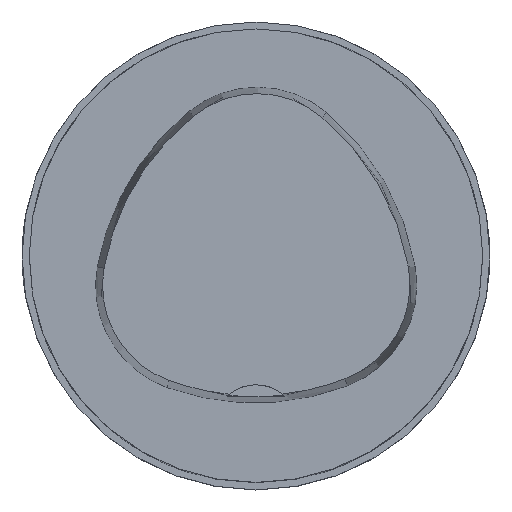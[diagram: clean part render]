
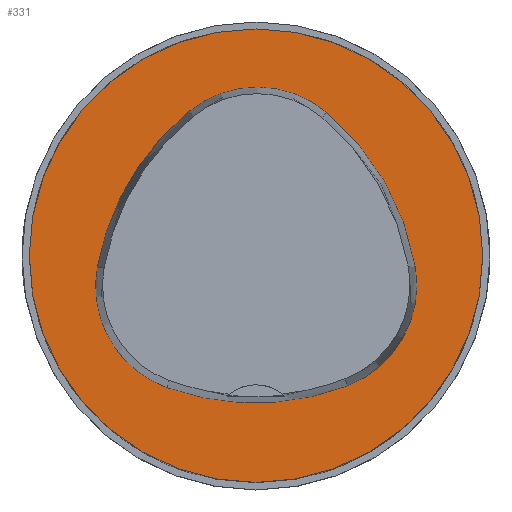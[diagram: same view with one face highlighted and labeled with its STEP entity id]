
A CAD part, top view. The second image highlights one B-rep face of the part: STEP entity #331.
In plain terms, the highlighted planar face has unit normal (0, 0, 1).
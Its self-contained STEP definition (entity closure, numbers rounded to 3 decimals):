
#248=PLANE('',#912);
#331=ADVANCED_FACE('',(#386,#387),#248,.T.);
#386=FACE_BOUND('',#420,.T.);
#387=FACE_BOUND('',#421,.T.);
#420=EDGE_LOOP('',(#525,#526,#527,#528,#529,#530));
#421=EDGE_LOOP('',(#531));
#525=ORIENTED_EDGE('',*,*,#780,.T.);
#526=ORIENTED_EDGE('',*,*,#760,.T.);
#527=ORIENTED_EDGE('',*,*,#764,.T.);
#528=ORIENTED_EDGE('',*,*,#767,.T.);
#529=ORIENTED_EDGE('',*,*,#770,.T.);
#530=ORIENTED_EDGE('',*,*,#778,.T.);
#531=ORIENTED_EDGE('',*,*,#750,.F.);
#680=VERTEX_POINT('',#1226);
#690=VERTEX_POINT('',#1247);
#691=VERTEX_POINT('',#1248);
#694=VERTEX_POINT('',#1256);
#696=VERTEX_POINT('',#1262);
#698=VERTEX_POINT('',#1268);
#705=VERTEX_POINT('',#1289);
#750=EDGE_CURVE('',#680,#680,#844,.T.);
#760=EDGE_CURVE('',#690,#691,#846,.T.);
#764=EDGE_CURVE('',#691,#694,#848,.T.);
#767=EDGE_CURVE('',#694,#696,#850,.T.);
#770=EDGE_CURVE('',#696,#698,#852,.T.);
#778=EDGE_CURVE('',#698,#705,#856,.T.);
#780=EDGE_CURVE('',#705,#690,#858,.T.);
#844=CIRCLE('',#883,31.5);
#846=CIRCLE('',#890,36.0);
#848=CIRCLE('',#893,15.0);
#850=CIRCLE('',#896,36.0);
#852=CIRCLE('',#899,15.0);
#856=CIRCLE('',#904,36.0);
#858=CIRCLE('',#907,15.0);
#883=AXIS2_PLACEMENT_3D('',#1225,#988,#989);
#890=AXIS2_PLACEMENT_3D('',#1246,#1006,#1007);
#893=AXIS2_PLACEMENT_3D('',#1255,#1014,#1015);
#896=AXIS2_PLACEMENT_3D('',#1261,#1021,#1022);
#899=AXIS2_PLACEMENT_3D('',#1267,#1028,#1029);
#904=AXIS2_PLACEMENT_3D('',#1290,#1040,#1041);
#907=AXIS2_PLACEMENT_3D('',#1293,#1046,#1047);
#912=AXIS2_PLACEMENT_3D('',#1298,#1056,#1057);
#988=DIRECTION('',(0.0,0.0,-1.0));
#989=DIRECTION('',(-1.0,0.0,0.0));
#1006=DIRECTION('',(0.0,0.0,-1.0));
#1007=DIRECTION('',(-1.0,0.0,0.0));
#1014=DIRECTION('',(0.0,0.0,-1.0));
#1015=DIRECTION('',(-1.0,0.0,0.0));
#1021=DIRECTION('',(0.0,0.0,-1.0));
#1022=DIRECTION('',(-1.0,0.0,0.0));
#1028=DIRECTION('',(0.0,0.0,-1.0));
#1029=DIRECTION('',(-1.0,0.0,0.0));
#1040=DIRECTION('',(0.0,0.0,-1.0));
#1041=DIRECTION('',(-1.0,0.0,0.0));
#1046=DIRECTION('',(0.0,0.0,-1.0));
#1047=DIRECTION('',(-1.0,0.0,0.0));
#1056=DIRECTION('',(0.0,0.0,1.0));
#1057=DIRECTION('',(1.0,0.0,0.0));
#1225=CARTESIAN_POINT('',(0.0,0.0,0.0));
#1226=CARTESIAN_POINT('',(-31.5,0.0,0.0));
#1246=CARTESIAN_POINT('',(13.398,-7.893,0.0));
#1247=CARTESIAN_POINT('',(-22.041,-1.562,0.0));
#1248=CARTESIAN_POINT('',(-9.317,20.036,0.0));
#1255=CARTESIAN_POINT('',(0.148,8.399,0.0));
#1256=CARTESIAN_POINT('',(9.779,19.898,0.0));
#1261=CARTESIAN_POINT('',(-13.337,-7.7,0.0));
#1262=CARTESIAN_POINT('',(22.122,-1.48,0.0));
#1267=CARTESIAN_POINT('',(7.347,-4.071,0.0));
#1268=CARTESIAN_POINT('',(12.693,-18.087,0.0));
#1289=CARTESIAN_POINT('',(-12.373,-18.307,0.0));
#1290=CARTESIAN_POINT('',(-0.137,15.55,0.0));
#1293=CARTESIAN_POINT('',(-7.275,-4.2,0.0));
#1298=CARTESIAN_POINT('',(0.0,0.0,0.0));
